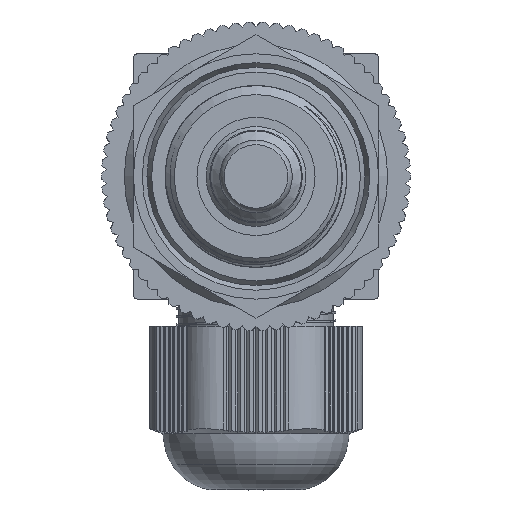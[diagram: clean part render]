
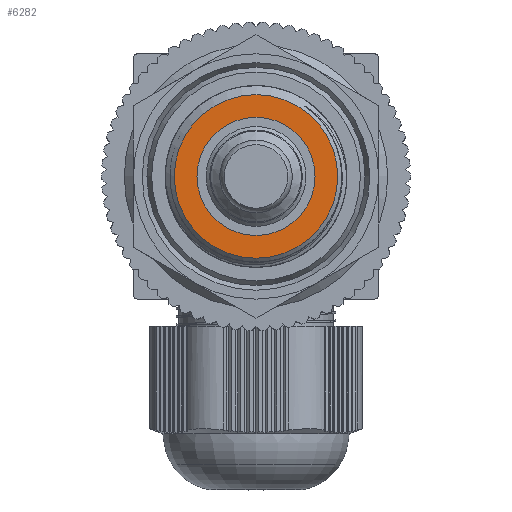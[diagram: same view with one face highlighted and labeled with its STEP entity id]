
A CAD part, left-side view. The second image highlights one B-rep face of the part: STEP entity #6282.
In plain terms, the highlighted face is planar.
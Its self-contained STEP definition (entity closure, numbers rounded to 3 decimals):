
#6282=ADVANCED_FACE('',(#54758,#54760),#54762,.T.);
#54758=FACE_BOUND('',#54759,.T.);
#54759=EDGE_LOOP('',(#64468));
#54760=FACE_BOUND('',#54761,.T.);
#54761=EDGE_LOOP('',(#64469));
#54762=PLANE('',#54763);
#54763=AXIS2_PLACEMENT_3D('',#54764,#54765,#54766);
#54764=CARTESIAN_POINT('',(0.,22.,0.));
#54765=DIRECTION('',(0.,1.,0.));
#54766=DIRECTION('',(1.,0.,0.));
#64468=ORIENTED_EDGE('',*,*,#68978,.F.);
#64469=ORIENTED_EDGE('',*,*,#68995,.T.);
#68978=EDGE_CURVE('',#76218,#76218,#76219,.T.);
#68995=EDGE_CURVE('',#76248,#76248,#76249,.T.);
#76218=VERTEX_POINT('',#113343);
#76219=CIRCLE('',#113344,9.);
#76248=VERTEX_POINT('',#114667);
#76249=CIRCLE('',#114668,6.5);
#113343=CARTESIAN_POINT('',(9.,22.,0.));
#113344=AXIS2_PLACEMENT_3D('',#113345,#113346,#113347);
#113345=CARTESIAN_POINT('',(0.,22.,0.));
#113346=DIRECTION('',(0.,-1.,0.));
#113347=DIRECTION('',(1.,0.,0.));
#114667=CARTESIAN_POINT('',(6.5,22.,0.));
#114668=AXIS2_PLACEMENT_3D('',#114669,#114670,#114671);
#114669=CARTESIAN_POINT('',(0.,22.,0.));
#114670=DIRECTION('',(0.,-1.,0.));
#114671=DIRECTION('',(1.,0.,0.));
